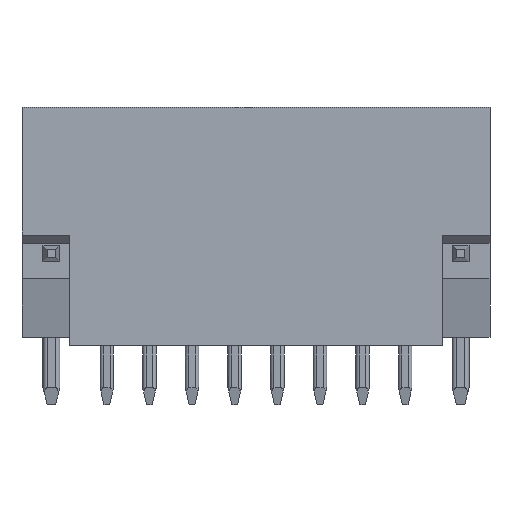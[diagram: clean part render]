
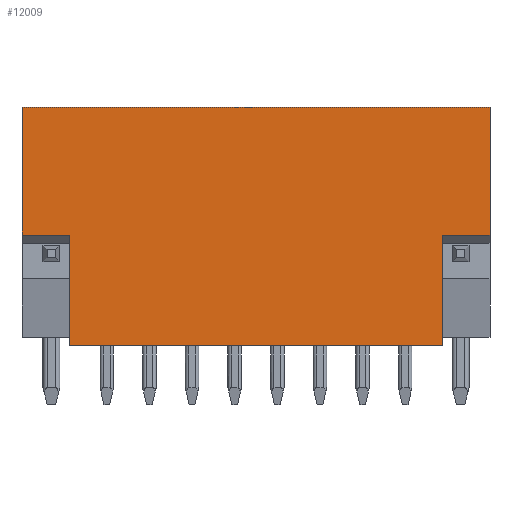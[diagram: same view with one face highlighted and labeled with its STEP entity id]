
A CAD part, left-side view. The second image highlights one B-rep face of the part: STEP entity #12009.
In plain terms, the highlighted planar face has unit normal (-1, 0, 0).
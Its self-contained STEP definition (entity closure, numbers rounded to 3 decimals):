
#558=DIRECTION('',(0.,0.,-1.));
#559=VECTOR('',#558,7.6);
#560=CARTESIAN_POINT('',(-5.25,-22.83,7.1));
#561=LINE('',#560,#559);
#602=DIRECTION('',(0.,0.,1.));
#603=VECTOR('',#602,6.6);
#604=CARTESIAN_POINT('',(-5.25,-20.03,-7.1));
#605=LINE('',#604,#603);
#794=DIRECTION('',(0.,-1.,0.));
#795=VECTOR('',#794,2.8);
#796=CARTESIAN_POINT('',(-5.25,-20.03,-0.5));
#797=LINE('',#796,#795);
#798=DIRECTION('',(0.,-1.,0.));
#799=VECTOR('',#798,2.8);
#800=CARTESIAN_POINT('',(-5.25,5.05,-0.5));
#801=LINE('',#800,#799);
#1058=DIRECTION('',(0.,-1.,0.));
#1059=VECTOR('',#1058,22.28);
#1060=CARTESIAN_POINT('',(-5.25,2.25,-7.1));
#1061=LINE('',#1060,#1059);
#6858=DIRECTION('',(0.,1.,0.));
#6859=VECTOR('',#6858,27.88);
#6860=CARTESIAN_POINT('',(-5.25,-22.83,7.1));
#6861=LINE('',#6860,#6859);
#7203=DIRECTION('',(0.,0.,1.));
#7204=VECTOR('',#7203,7.6);
#7205=CARTESIAN_POINT('',(-5.25,5.05,-0.5));
#7206=LINE('',#7205,#7204);
#7219=DIRECTION('',(0.,0.,-1.));
#7220=VECTOR('',#7219,6.6);
#7221=CARTESIAN_POINT('',(-5.25,2.25,-0.5));
#7222=LINE('',#7221,#7220);
#8817=CARTESIAN_POINT('',(-5.25,-22.83,7.1));
#8818=CARTESIAN_POINT('',(-5.25,5.05,7.1));
#8819=VERTEX_POINT('',#8817);
#8820=VERTEX_POINT('',#8818);
#8881=CARTESIAN_POINT('',(-5.25,2.25,-7.1));
#8882=CARTESIAN_POINT('',(-5.25,-20.03,-7.1));
#8883=VERTEX_POINT('',#8881);
#8884=VERTEX_POINT('',#8882);
#8917=CARTESIAN_POINT('',(-5.25,-22.83,-0.5));
#8919=VERTEX_POINT('',#8917);
#8923=CARTESIAN_POINT('',(-5.25,-20.03,-0.5));
#8924=VERTEX_POINT('',#8923);
#8929=CARTESIAN_POINT('',(-5.25,5.05,-0.5));
#8930=VERTEX_POINT('',#8929);
#8931=CARTESIAN_POINT('',(-5.25,2.25,-0.5));
#8932=VERTEX_POINT('',#8931);
#11989=CARTESIAN_POINT('',(-5.25,-19.05,-7.1));
#11990=DIRECTION('',(-1.,0.,0.));
#11991=DIRECTION('',(0.,0.,1.));
#11992=AXIS2_PLACEMENT_3D('',#11989,#11990,#11991);
#11993=PLANE('',#11992);
#11994=ORIENTED_EDGE('',*,*,#11984,.F.);
#11995=ORIENTED_EDGE('',*,*,#11672,.F.);
#11997=ORIENTED_EDGE('',*,*,#11996,.F.);
#11999=ORIENTED_EDGE('',*,*,#11998,.F.);
#12001=ORIENTED_EDGE('',*,*,#12000,.F.);
#12003=ORIENTED_EDGE('',*,*,#12002,.T.);
#12005=ORIENTED_EDGE('',*,*,#12004,.F.);
#12006=ORIENTED_EDGE('',*,*,#11627,.T.);
#12007=EDGE_LOOP('',(#11994,#11995,#11997,#11999,#12001,#12003,#12005,#12006));
#12008=FACE_OUTER_BOUND('',#12007,.F.);
#12009=ADVANCED_FACE('',(#12008),#11993,.T.);
#11627=EDGE_CURVE('',#8819,#8919,#561,.T.);
#11672=EDGE_CURVE('',#8884,#8924,#605,.T.);
#11984=EDGE_CURVE('',#8924,#8919,#797,.T.);
#11996=EDGE_CURVE('',#8883,#8884,#1061,.T.);
#11998=EDGE_CURVE('',#8932,#8883,#7222,.T.);
#12000=EDGE_CURVE('',#8930,#8932,#801,.T.);
#12002=EDGE_CURVE('',#8930,#8820,#7206,.T.);
#12004=EDGE_CURVE('',#8819,#8820,#6861,.T.);
